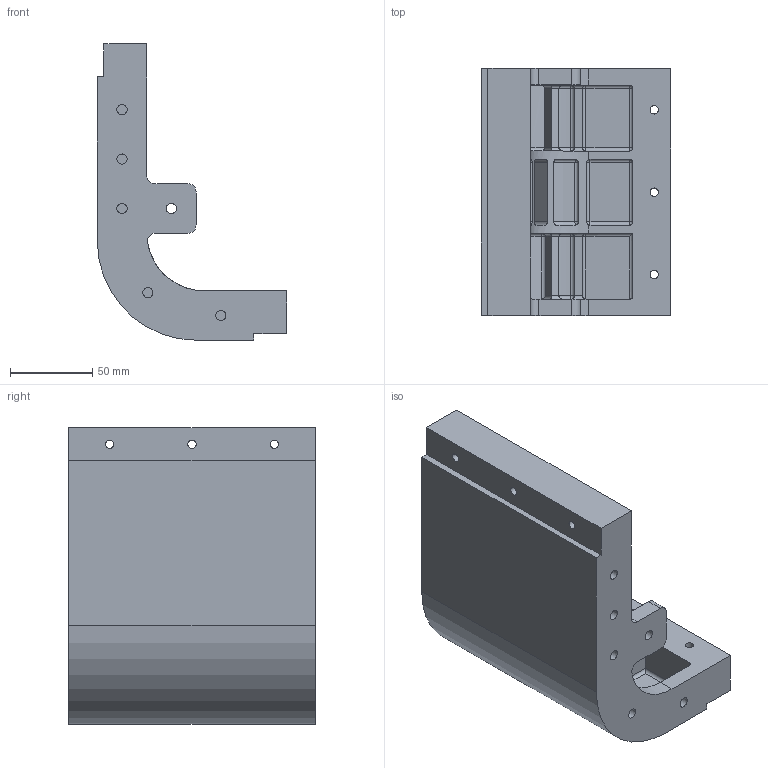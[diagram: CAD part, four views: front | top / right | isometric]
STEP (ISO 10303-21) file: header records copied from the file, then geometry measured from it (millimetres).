
FILE_DESCRIPTION(/* description */ (''),/* implementation_level */ '2;1');
FILE_NAME(/* name */ '',/* time_stamp */ '2025-10-07T21:33:15+03:00',/* author */ ('I9232'),/* organization */ (''),/* preprocessor_version */ 'ST-DEVELOPER v19.2',/* originating_system */ 'Autodesk Inventor 2023',/* authorisation */ '');
FILE_SCHEMA (('AUTOMOTIVE_DESIGN { 1 0 10303 214 3 1 1 }'));
Length unit declared in the file: millimetre
Products named in the file (1): Столб_версия_
2.0
Bounding box: 115 x 150 x 180 mm (x, y, z)
Volume: 555820.1 mm3; surface area: 160584.8 mm2
Topology: 1 solids, 1 shells, 370 faces, 853 edges, 489 vertices
Faces by surface type: cylinder 198, plane 100, sphere 57, torus 15
Full cylindrical faces by diameter (mm): 5.1 x6, 6.1 x2, 6.2 x10
Entity records: 10505 total; most frequent: DIRECTION 1948, CARTESIAN_POINT 1839, ORIENTED_EDGE 1706, EDGE_CURVE 853, AXIS2_PLACEMENT_3D 738, VERTEX_POINT 489, LINE 472, VECTOR 472
